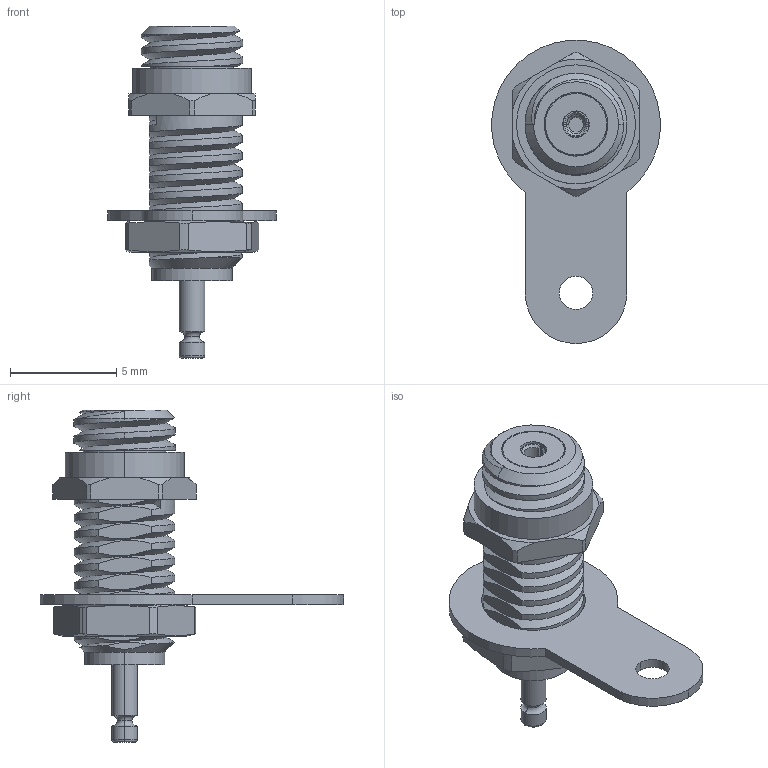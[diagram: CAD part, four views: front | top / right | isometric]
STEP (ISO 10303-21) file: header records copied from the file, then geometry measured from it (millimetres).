
FILE_DESCRIPTION (( 'STEP AP214' ), '1' );
FILE_NAME ('54-385-B3.STEP', '2024-08-08T11:19:01', ( '' ), ( '' ), 'SwSTEP 2.0', 'SolidWorks 2024', '' );
FILE_SCHEMA (( 'AUTOMOTIVE_DESIGN' ));
Length unit declared in the file: millimetre
Products named in the file (1): 54-385-B3
Bounding box: 7.93 x 14.27 x 15.63 mm (x, y, z)
Surface area: 742.9 mm2 (no closed solid volume)
Topology: 0 solids, 9 shells, 130 faces, 363 edges, 242 vertices
Faces by surface type: cylinder 52, plane 42, cone 23, bspline 7, torus 6
Entity records: 6504 total; most frequent: CARTESIAN_POINT 3339, ORIENTED_EDGE 655, DIRECTION 634, EDGE_CURVE 363, AXIS2_PLACEMENT_3D 255, VERTEX_POINT 242, EDGE_LOOP 143, CIRCLE 131
